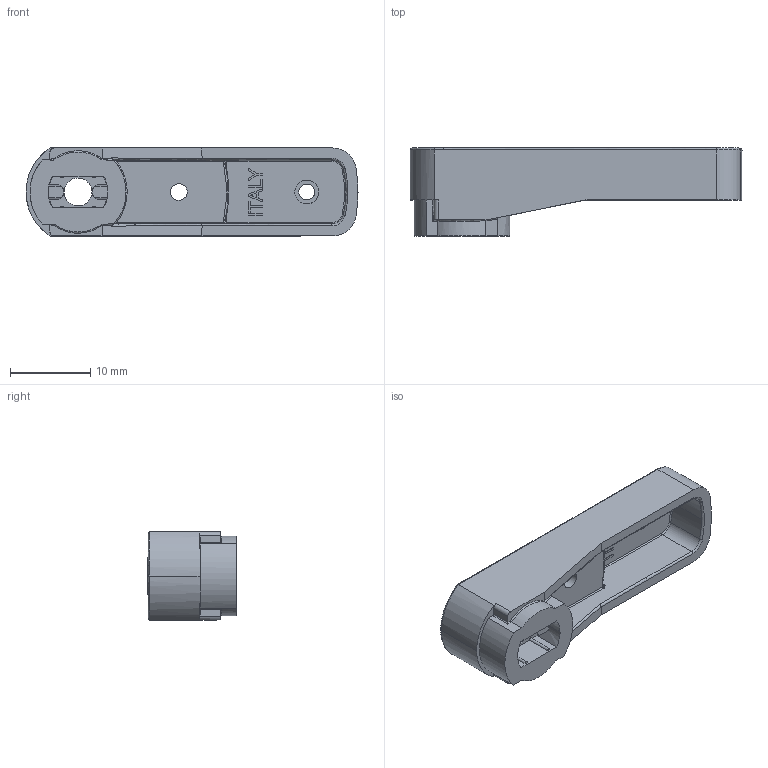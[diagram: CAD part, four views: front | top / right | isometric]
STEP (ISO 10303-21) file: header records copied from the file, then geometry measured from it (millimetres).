
FILE_DESCRIPTION (( 'STEP AP214' ), '1' );
FILE_NAME ('GHI06910-A.STEP', '2018-09-06T06:44:50', ( '' ), ( '' ), 'SwSTEP 2.0', 'SolidWorks 2018', '' );
FILE_SCHEMA (( 'AUTOMOTIVE_DESIGN' ));
Length unit declared in the file: millimetre
Products named in the file (1): GHI06910-A
Bounding box: 41.5 x 11 x 11 mm (x, y, z)
Volume: 1796.1 mm3; surface area: 2339.4 mm2
Topology: 1 solids, 1 shells, 253 faces, 659 edges, 424 vertices
Faces by surface type: bspline 253
Entity records: 9941 total; most frequent: CARTESIAN_POINT 6007, ORIENTED_EDGE 1314, EDGE_CURVE 657, B_SPLINE_CURVE_WITH_KNOTS 531, VERTEX_POINT 424, EDGE_LOOP 277, FACE_OUTER_BOUND 253, ADVANCED_FACE 253
